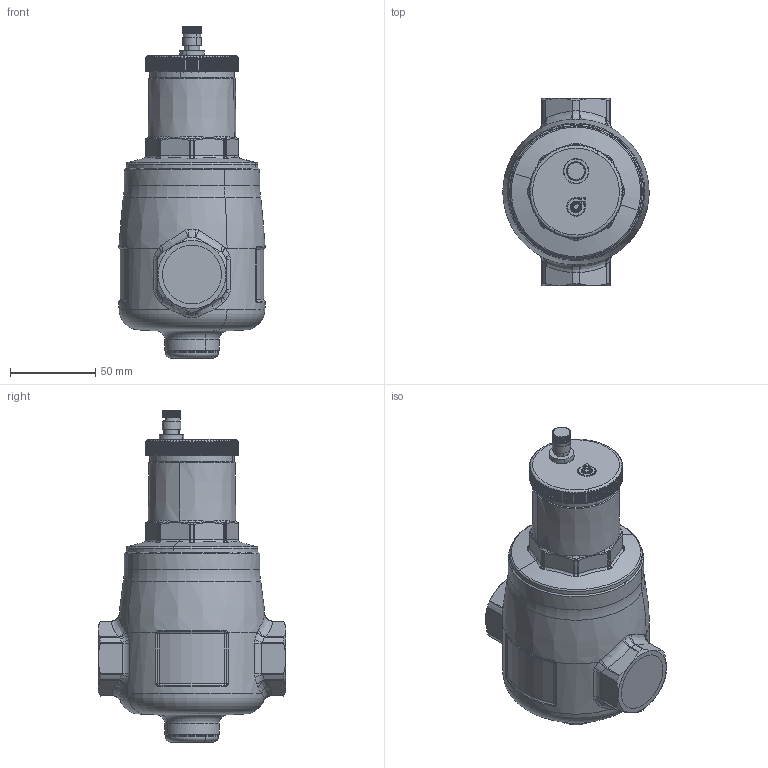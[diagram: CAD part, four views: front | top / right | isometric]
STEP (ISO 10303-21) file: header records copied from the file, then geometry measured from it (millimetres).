
FILE_DESCRIPTION(('CATIA V5 STEP Exchange','CAx-IF Rec.Pracs.--- Model Styling and Organization---1.4--- 2014-01-23','CAx-IF Rec.Pracs.---3D Tessellated Data Validation Properties---0.5---2014-09-14'),'2;1');
FILE_NAME('STEP_251006_-_TST.stp','2021-03-22T09:57:34+00:00',('none'),('none'),'CATIA Version 5-6 Release 2019 SP3','CATIA V5 STEP AP242 v1','none');
FILE_SCHEMA(('AP242_MANAGED_MODEL_BASED_3D_ENGINEERING_MIM_LF {1 0 10303 442 1 1 4}'));
Length unit declared in the file: millimetre
Products named in the file (1): 251006 - TST
Bounding box: 85.9 x 110 x 195 mm (x, y, z)
Volume: 822098.2 mm3; surface area: 155749.4 mm2
Topology: 10 solids, 10 shells, 1326 faces, 3431 edges, 2124 vertices
Faces by surface type: cylinder 454, plane 363, bspline 241, cone 145, torus 98, sphere 21, revolution 4
Entity records: 53335 total; most frequent: CARTESIAN_POINT 26620, ORIENTED_EDGE 6804, DIRECTION 3405, EDGE_CURVE 3402, VERTEX_POINT 2124, AXIS2_PLACEMENT_3D 1578, B_SPLINE_CURVE_WITH_KNOTS 1541, EDGE_LOOP 1368
